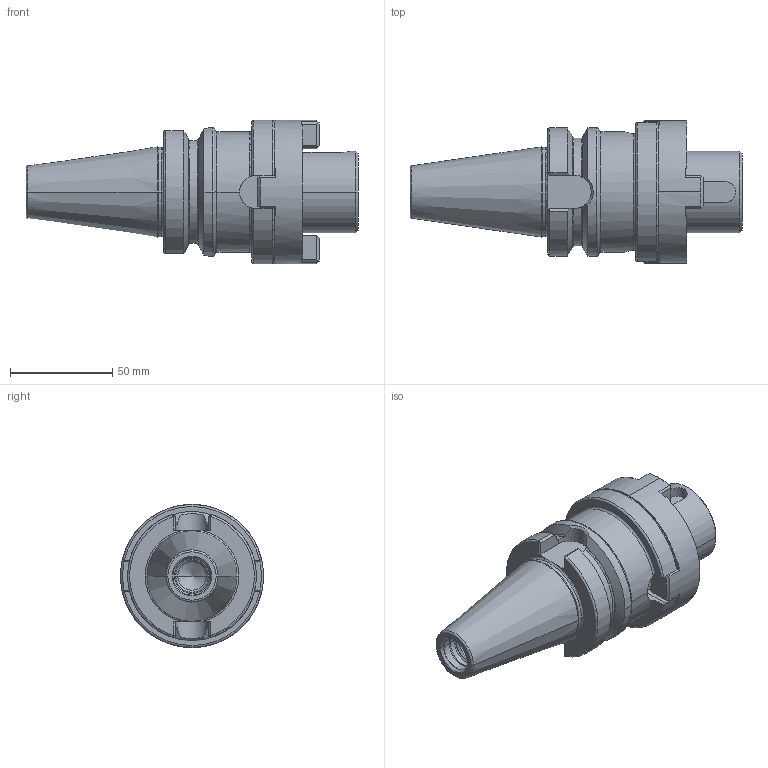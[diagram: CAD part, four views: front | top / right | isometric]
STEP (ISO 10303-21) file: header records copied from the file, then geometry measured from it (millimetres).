
FILE_DESCRIPTION((''),'2;1');
FILE_NAME('40-540-40_ASM','2011-08-22T',('mei'),(''),'PRO/ENGINEER BY PARAMETRIC TECHNOLOGY CORPORATION, 2010430','PRO/ENGINEER BY PARAMETRIC TECHNOLOGY CORPORATION, 2010430','');
FILE_SCHEMA(('CONFIG_CONTROL_DESIGN'));
Length unit declared in the file: millimetre
Products named in the file (3): 40-540-40; 85-200-40; 40-540-40_ASM
Assembly tree (2 placements, depth 2):
  40-540-40_ASM
    40-540-40
    85-200-40
Bounding box: 162.4 x 69.84 x 70 mm (x, y, z)
Volume: 291282 mm3; surface area: 51758.7 mm2
Topology: 2 solids, 4 shells, 195 faces, 516 edges, 326 vertices
Faces by surface type: plane 93, cylinder 40, torus 28, cone 28, bspline 6
Entity records: 6749 total; most frequent: CARTESIAN_POINT 1898, ORIENTED_EDGE 1012, DIRECTION 992, EDGE_CURVE 510, AXIS2_PLACEMENT_3D 376, VERTEX_POINT 326, VECTOR 240, LINE 240
